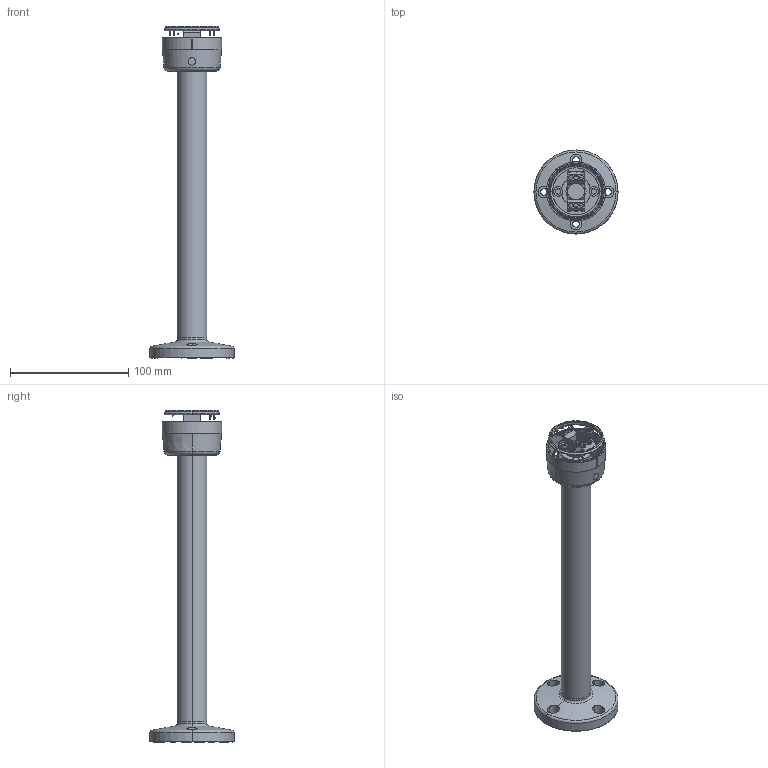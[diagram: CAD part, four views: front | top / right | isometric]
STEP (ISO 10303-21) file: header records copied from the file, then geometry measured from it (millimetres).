
FILE_DESCRIPTION((''),'2;1');
FILE_NAME('VMR-50mm-tube25cm SS.stp','2012-12-11T09:09:32',(''),(''),'Mechanical Desktop 2011','Mechanical Desktop 2011',', , ');
FILE_SCHEMA(('CONFIG_CONTROL_DESIGN'));
Length unit declared in the file: millimetre
Products named in the file (1): Product
Bounding box: 71 x 71 x 280.6 mm (x, y, z)
Surface area: 65024 mm2 (no closed solid volume)
Topology: 0 solids, 100 shells, 196 faces, 1208 edges, 1215 vertices
Faces by surface type: bspline 99, cylinder 48, torus 35, cone 14
Entity records: 16142 total; most frequent: CARTESIAN_POINT 9211, QUASI_UNIFORM_CURVE 932, DIRECTION 774, PCURVE 721, COMPOSITE_CURVE_SEGMENT 721, B_SPLINE_CURVE_WITH_KNOTS 492, ORIENTED_EDGE 483, EDGE_CURVE 479
